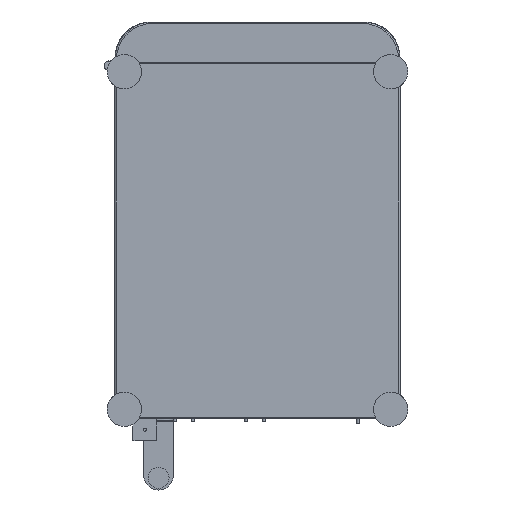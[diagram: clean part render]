
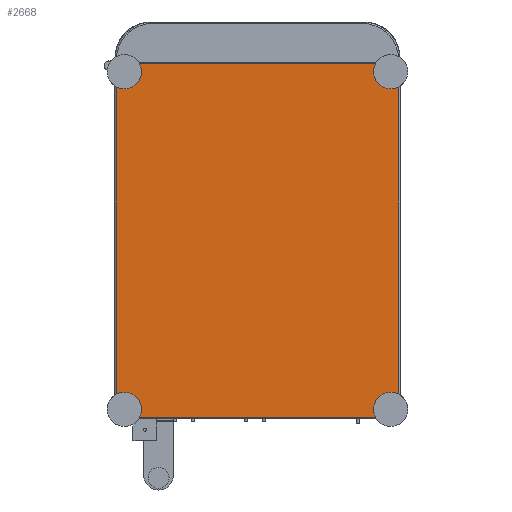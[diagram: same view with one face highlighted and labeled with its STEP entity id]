
A CAD part, front view. The second image highlights one B-rep face of the part: STEP entity #2668.
In plain terms, the highlighted planar face has unit normal (0, -1, 0).
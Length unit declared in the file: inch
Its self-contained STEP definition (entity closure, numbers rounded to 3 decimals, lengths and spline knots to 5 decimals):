
#1=CARTESIAN_POINT('',(-11.2126,0.,-14.213));
#2=DIRECTION('',(0.,-1.,0.));
#3=DIRECTION('',(0.,0.,1.));
#4=AXIS2_PLACEMENT_3D('',#1,#2,#3);
#6=DIRECTION('',(0.,0.,-1.));
#7=VECTOR('',#6,25.88508);
#8=CARTESIAN_POINT('',(-11.88,0.,12.94243));
#9=LINE('',#8,#7);
#10=CARTESIAN_POINT('',(-11.213,0.,14.213));
#11=DIRECTION('',(0.,-1.,0.));
#12=DIRECTION('',(-0.465,0.,-0.885));
#13=AXIS2_PLACEMENT_3D('',#10,#11,#12);
#15=CARTESIAN_POINT('',(-11.213,0.,14.213));
#16=DIRECTION('',(0.,-1.,0.));
#17=DIRECTION('',(0.,0.,-1.));
#18=AXIS2_PLACEMENT_3D('',#15,#16,#17);
#20=DIRECTION('',(-1.,0.,0.));
#21=VECTOR('',#20,19.88487);
#22=CARTESIAN_POINT('',(9.94243,0.,14.88));
#23=LINE('',#22,#21);
#24=CARTESIAN_POINT('',(11.213,0.,14.213));
#25=DIRECTION('',(0.,-1.,0.));
#26=DIRECTION('',(-0.885,0.,0.465));
#27=AXIS2_PLACEMENT_3D('',#24,#25,#26);
#29=CARTESIAN_POINT('',(11.213,0.,14.213));
#30=DIRECTION('',(0.,-1.,0.));
#31=DIRECTION('',(0.,0.,-1.));
#32=AXIS2_PLACEMENT_3D('',#29,#30,#31);
#34=DIRECTION('',(0.,0.,1.));
#35=VECTOR('',#34,25.88487);
#36=CARTESIAN_POINT('',(11.88,0.,-12.94243));
#37=LINE('',#36,#35);
#38=CARTESIAN_POINT('',(11.213,0.,-14.213));
#39=DIRECTION('',(0.,-1.,0.));
#40=DIRECTION('',(0.465,0.,0.885));
#41=AXIS2_PLACEMENT_3D('',#38,#39,#40);
#43=CARTESIAN_POINT('',(11.213,0.,-14.213));
#44=DIRECTION('',(0.,-1.,0.));
#45=DIRECTION('',(0.,0.,1.));
#46=AXIS2_PLACEMENT_3D('',#43,#44,#45);
#48=DIRECTION('',(1.,0.,0.));
#49=VECTOR('',#48,19.88447);
#50=CARTESIAN_POINT('',(-9.94203,0.,-14.88));
#51=LINE('',#50,#49);
#52=CARTESIAN_POINT('',(-11.2126,0.,-14.213));
#53=DIRECTION('',(0.,-1.,0.));
#54=DIRECTION('',(0.885,0.,-0.465));
#55=AXIS2_PLACEMENT_3D('',#52,#53,#54);
#2453=CARTESIAN_POINT('',(-11.2126,0.,-12.778));
#2454=CARTESIAN_POINT('',(-11.88,0.,-12.94264));
#2455=VERTEX_POINT('',#2453);
#2456=VERTEX_POINT('',#2454);
#2457=CARTESIAN_POINT('',(-9.94203,0.,-14.88));
#2458=VERTEX_POINT('',#2457);
#2459=CARTESIAN_POINT('',(11.213,0.,-12.778));
#2460=CARTESIAN_POINT('',(9.94243,0.,-14.88));
#2461=VERTEX_POINT('',#2459);
#2462=VERTEX_POINT('',#2460);
#2463=CARTESIAN_POINT('',(11.88,0.,-12.94243));
#2464=VERTEX_POINT('',#2463);
#2465=CARTESIAN_POINT('',(9.94243,0.,14.88));
#2466=CARTESIAN_POINT('',(11.213,0.,12.778));
#2467=VERTEX_POINT('',#2465);
#2468=VERTEX_POINT('',#2466);
#2469=CARTESIAN_POINT('',(11.88,0.,12.94243));
#2470=VERTEX_POINT('',#2469);
#2471=CARTESIAN_POINT('',(-11.88,0.,12.94243));
#2472=CARTESIAN_POINT('',(-11.213,0.,12.778));
#2473=VERTEX_POINT('',#2471);
#2474=VERTEX_POINT('',#2472);
#2475=CARTESIAN_POINT('',(-9.94243,0.,14.88));
#2476=VERTEX_POINT('',#2475);
#2637=CARTESIAN_POINT('',(0.,0.,0.));
#2638=DIRECTION('',(0.,1.,0.));
#2639=DIRECTION('',(1.,0.,0.));
#2640=AXIS2_PLACEMENT_3D('',#2637,#2638,#2639);
#2641=PLANE('',#2640);
#2643=ORIENTED_EDGE('',*,*,#2642,.T.);
#2645=ORIENTED_EDGE('',*,*,#2644,.F.);
#2647=ORIENTED_EDGE('',*,*,#2646,.T.);
#2649=ORIENTED_EDGE('',*,*,#2648,.T.);
#2651=ORIENTED_EDGE('',*,*,#2650,.F.);
#2653=ORIENTED_EDGE('',*,*,#2652,.T.);
#2655=ORIENTED_EDGE('',*,*,#2654,.T.);
#2657=ORIENTED_EDGE('',*,*,#2656,.F.);
#2659=ORIENTED_EDGE('',*,*,#2658,.T.);
#2661=ORIENTED_EDGE('',*,*,#2660,.T.);
#2663=ORIENTED_EDGE('',*,*,#2662,.F.);
#2665=ORIENTED_EDGE('',*,*,#2664,.T.);
#2666=EDGE_LOOP('',(#2643,#2645,#2647,#2649,#2651,#2653,#2655,#2657,#2659,#2661,
#2663,#2665));
#2667=FACE_OUTER_BOUND('',#2666,.F.);
#2668=ADVANCED_FACE('',(#2667),#2641,.F.);
#5=CIRCLE('',#4,1.435);
#14=CIRCLE('',#13,1.435);
#19=CIRCLE('',#18,1.435);
#28=CIRCLE('',#27,1.435);
#33=CIRCLE('',#32,1.435);
#42=CIRCLE('',#41,1.435);
#47=CIRCLE('',#46,1.435);
#56=CIRCLE('',#55,1.435);
#2642=EDGE_CURVE('',#2455,#2456,#5,.T.);
#2644=EDGE_CURVE('',#2473,#2456,#9,.T.);
#2646=EDGE_CURVE('',#2473,#2474,#14,.T.);
#2648=EDGE_CURVE('',#2474,#2476,#19,.T.);
#2650=EDGE_CURVE('',#2467,#2476,#23,.T.);
#2652=EDGE_CURVE('',#2467,#2468,#28,.T.);
#2654=EDGE_CURVE('',#2468,#2470,#33,.T.);
#2656=EDGE_CURVE('',#2464,#2470,#37,.T.);
#2658=EDGE_CURVE('',#2464,#2461,#42,.T.);
#2660=EDGE_CURVE('',#2461,#2462,#47,.T.);
#2662=EDGE_CURVE('',#2458,#2462,#51,.T.);
#2664=EDGE_CURVE('',#2458,#2455,#56,.T.);
